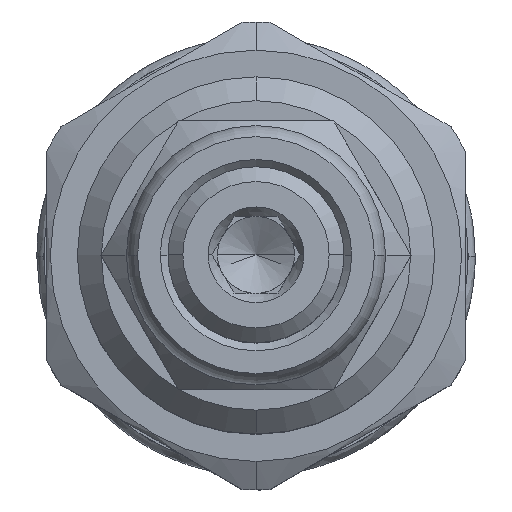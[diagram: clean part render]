
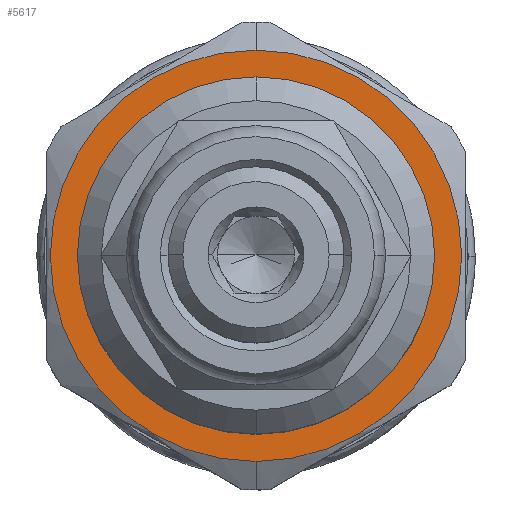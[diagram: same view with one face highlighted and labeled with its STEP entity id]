
A CAD part, top view. The second image highlights one B-rep face of the part: STEP entity #5617.
In plain terms, the highlighted planar face has unit normal (0, 0, 1).
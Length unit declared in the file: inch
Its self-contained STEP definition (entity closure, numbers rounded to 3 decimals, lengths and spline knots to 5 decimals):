
#1950=CARTESIAN_POINT('',(0.,0.,3.156));
#1951=DIRECTION('',(0.,0.,1.));
#1952=DIRECTION('',(0.,-1.,0.));
#1953=AXIS2_PLACEMENT_3D('',#1950,#1951,#1952);
#1955=CARTESIAN_POINT('',(0.,0.,3.156));
#1956=DIRECTION('',(0.,0.,-1.));
#1957=DIRECTION('',(0.,-1.,0.));
#1958=AXIS2_PLACEMENT_3D('',#1955,#1956,#1957);
#1964=CARTESIAN_POINT('',(0.,0.,3.156));
#1965=DIRECTION('',(0.,0.,-1.));
#1966=DIRECTION('',(0.,-1.,0.));
#1967=AXIS2_PLACEMENT_3D('',#1964,#1965,#1966);
#3574=CARTESIAN_POINT('',(0.,0.,3.156));
#3575=DIRECTION('',(0.,0.,1.));
#3576=DIRECTION('',(0.,-1.,0.));
#3577=AXIS2_PLACEMENT_3D('',#3574,#3575,#3576);
#4519=CARTESIAN_POINT('',(0.,-0.43,3.156));
#4521=VERTEX_POINT('',#4519);
#4523=CARTESIAN_POINT('',(0.,0.43,3.156));
#4525=VERTEX_POINT('',#4523);
#4527=CARTESIAN_POINT('',(0.,-0.3735,3.156));
#4528=CARTESIAN_POINT('',(0.,0.3735,3.156));
#4529=VERTEX_POINT('',#4527);
#4530=VERTEX_POINT('',#4528);
#5602=CARTESIAN_POINT('',(0.,0.,3.156));
#5603=DIRECTION('',(0.,0.,1.));
#5604=DIRECTION('',(0.,-1.,0.));
#5605=AXIS2_PLACEMENT_3D('',#5602,#5603,#5604);
#5606=PLANE('',#5605);
#5608=ORIENTED_EDGE('',*,*,#5607,.T.);
#5610=ORIENTED_EDGE('',*,*,#5609,.F.);
#5611=EDGE_LOOP('',(#5608,#5610));
#5612=FACE_OUTER_BOUND('',#5611,.F.);
#5613=ORIENTED_EDGE('',*,*,#5567,.T.);
#5614=ORIENTED_EDGE('',*,*,#5595,.F.);
#5615=EDGE_LOOP('',(#5613,#5614));
#5616=FACE_BOUND('',#5615,.F.);
#5617=ADVANCED_FACE('',(#5612,#5616),#5606,.T.);
#1954=CIRCLE('',#1953,0.3735);
#1959=CIRCLE('',#1958,0.3735);
#1968=CIRCLE('',#1967,0.43);
#3578=CIRCLE('',#3577,0.43);
#5567=EDGE_CURVE('',#4529,#4530,#1954,.T.);
#5595=EDGE_CURVE('',#4529,#4530,#1959,.T.);
#5607=EDGE_CURVE('',#4521,#4525,#1968,.T.);
#5609=EDGE_CURVE('',#4521,#4525,#3578,.T.);
